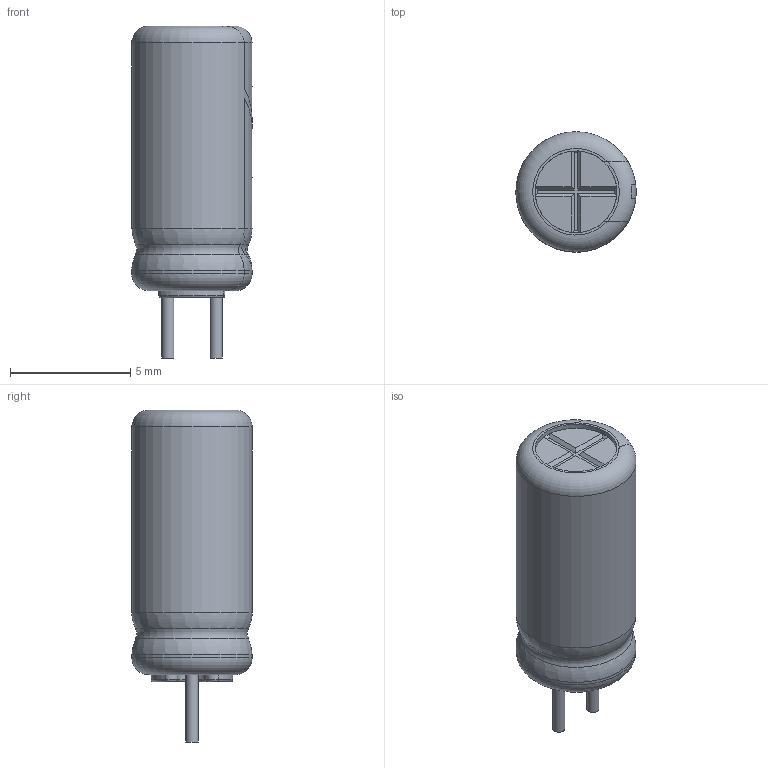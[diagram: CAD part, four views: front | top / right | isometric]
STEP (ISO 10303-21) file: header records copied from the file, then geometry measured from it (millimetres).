
FILE_DESCRIPTION((' '),'2;1');
FILE_NAME( 'CAPPRD200W50D500H1100.stp', '2022-09-09T16:11:32', (' '), ('--- Datakit www.datakit.com---'), ' Datakit CrossCadWare V2022.3 Jun 15 2022', 'DATAKIT 2022 (c)', ' ');
FILE_SCHEMA(('AP242_MANAGED_MODEL_BASED_3D_ENGINEERING_MIM_LF { 1 0 10303 442 1 1 4 }'));
Length unit declared in the file: millimetre
Products named in the file (1): CAPPRD200W50D500H1100
Bounding box: 5 x 5 x 13.8 mm (x, y, z)
Volume: 127.1 mm3; surface area: 342.9 mm2
Topology: 1 solids, 2 shells, 121 faces, 311 edges, 196 vertices
Faces by surface type: plane 58, cylinder 30, torus 29, bspline 4
Full cylindrical faces by diameter (mm): 0.5 x2, 3.4 x2, 5 x1
Entity records: 4412 total; most frequent: CARTESIAN_POINT 1385, ORIENTED_EDGE 608, DIRECTION 586, EDGE_CURVE 304, AXIS2_PLACEMENT_3D 229, VERTEX_POINT 194, VECTOR 128, LINE 128
